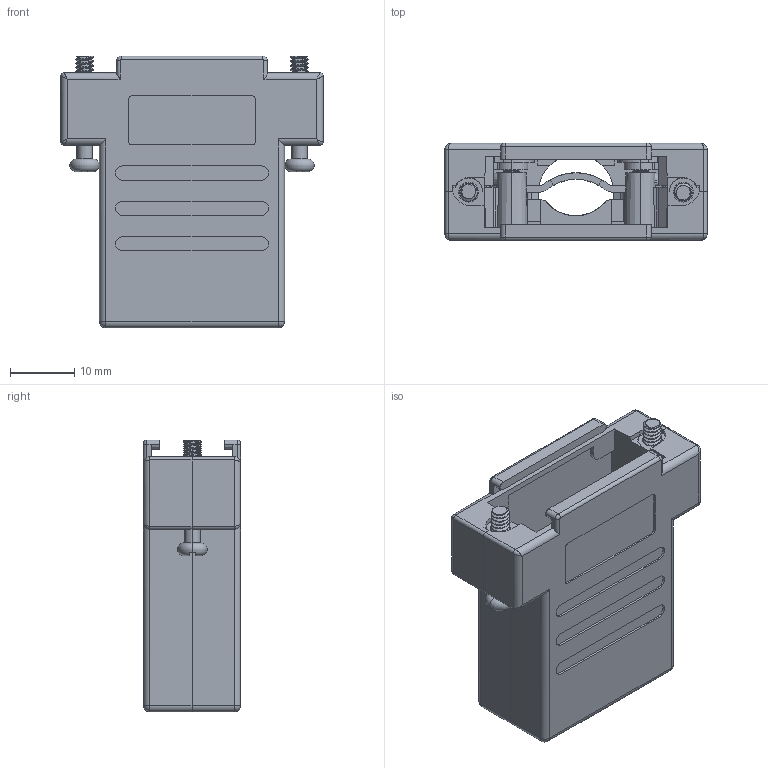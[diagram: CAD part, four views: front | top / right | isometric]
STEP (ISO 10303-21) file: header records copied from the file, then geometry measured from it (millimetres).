
FILE_DESCRIPTION (( 'STEP AP214' ), '1' );
FILE_NAME ('6560-9207-32.STEP', '2022-05-04T09:58:54', ( '' ), ( '' ), 'SwSTEP 2.0', 'SolidWorks 2021', '' );
FILE_SCHEMA (( 'AUTOMOTIVE_DESIGN' ));
Length unit declared in the file: millimetre
Products named in the file (7): 6805-0207-12; 6855-0119-01; 6826-0145-01; 6805-0207-02; 6560-9207-32; 6830-0108-04; 6838-0111-32
Assembly tree (10 placements, depth 2):
  6560-9207-32
    6805-0207-12
    6805-0207-02
    6826-0145-01  x2
    6830-0108-04
    6838-0111-32
    6855-0119-01  x4
Bounding box: 40.8 x 15.1 x 42.3 mm (x, y, z)
Volume: 8277.8 mm3; surface area: 11894.6 mm2
Topology: 14 solids, 14 shells, 959 faces, 2620 edges, 1703 vertices
Faces by surface type: cylinder 494, plane 377, bspline 40, torus 24, cone 20, sphere 4
Entity records: 26060 total; most frequent: CARTESIAN_POINT 9662, ORIENTED_EDGE 3484, DIRECTION 3282, EDGE_CURVE 1742, VERTEX_POINT 1133, AXIS2_PLACEMENT_3D 1126, VECTOR 1030, LINE 1030
